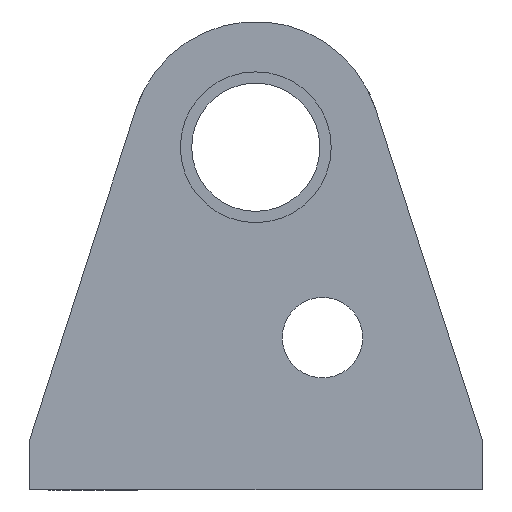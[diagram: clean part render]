
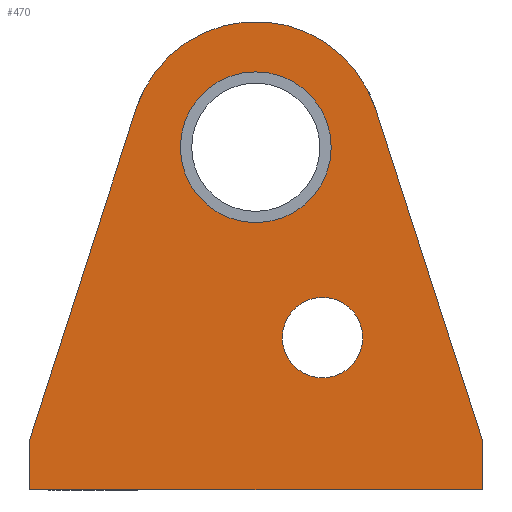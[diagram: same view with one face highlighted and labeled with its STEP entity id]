
A CAD part, left-side view. The second image highlights one B-rep face of the part: STEP entity #470.
In plain terms, the highlighted planar face has unit normal (-1, 0, 0).
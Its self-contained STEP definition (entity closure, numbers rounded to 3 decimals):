
#23=FACE_BOUND('',#104,.T.);
#24=FACE_BOUND('',#105,.T.);
#43=PLANE('',#528);
#69=FACE_OUTER_BOUND('',#103,.T.);
#103=EDGE_LOOP('',(#430,#431,#432,#433,#434,#435));
#104=EDGE_LOOP('',(#436));
#105=EDGE_LOOP('',(#437));
#121=LINE('',#709,#165);
#125=LINE('',#718,#169);
#137=LINE('',#757,#181);
#141=LINE('',#765,#185);
#144=LINE('',#770,#188);
#165=VECTOR('',#574,10.);
#169=VECTOR('',#580,10.);
#181=VECTOR('',#622,10.);
#185=VECTOR('',#628,10.);
#188=VECTOR('',#633,10.);
#202=CIRCLE('',#507,1.6);
#205=CIRCLE('',#511,3.);
#210=CIRCLE('',#524,5.);
#226=VERTEX_POINT('',#706);
#227=VERTEX_POINT('',#708);
#230=VERTEX_POINT('',#715);
#231=VERTEX_POINT('',#717);
#238=VERTEX_POINT('',#741);
#241=VERTEX_POINT('',#749);
#243=VERTEX_POINT('',#756);
#246=VERTEX_POINT('',#764);
#273=EDGE_CURVE('',#227,#226,#121,.T.);
#277=EDGE_CURVE('',#230,#231,#125,.T.);
#289=EDGE_CURVE('',#238,#238,#202,.T.);
#294=EDGE_CURVE('',#241,#241,#205,.T.);
#296=EDGE_CURVE('',#231,#243,#137,.T.);
#300=EDGE_CURVE('',#246,#226,#141,.T.);
#303=EDGE_CURVE('',#243,#246,#144,.T.);
#310=EDGE_CURVE('',#227,#230,#210,.T.);
#430=ORIENTED_EDGE('',*,*,#277,.F.);
#431=ORIENTED_EDGE('',*,*,#310,.F.);
#432=ORIENTED_EDGE('',*,*,#273,.T.);
#433=ORIENTED_EDGE('',*,*,#300,.F.);
#434=ORIENTED_EDGE('',*,*,#303,.F.);
#435=ORIENTED_EDGE('',*,*,#296,.F.);
#436=ORIENTED_EDGE('',*,*,#289,.T.);
#437=ORIENTED_EDGE('',*,*,#294,.T.);
#470=ADVANCED_FACE('',(#69,#23,#24),#43,.F.);
#507=AXIS2_PLACEMENT_3D('',#742,#604,#605);
#511=AXIS2_PLACEMENT_3D('',#751,#614,#615);
#524=AXIS2_PLACEMENT_3D('',#784,#651,#652);
#528=AXIS2_PLACEMENT_3D('',#791,#661,#662);
#574=DIRECTION('',(0.,0.306,-0.952));
#580=DIRECTION('',(0.,-0.307,-0.952));
#604=DIRECTION('center_axis',(1.,0.,0.));
#605=DIRECTION('ref_axis',(0.,-1.,0.));
#614=DIRECTION('center_axis',(1.,0.,0.));
#615=DIRECTION('ref_axis',(0.,-1.,0.));
#622=DIRECTION('',(0.,0.,-1.));
#628=DIRECTION('',(0.,0.,1.));
#633=DIRECTION('',(0.,1.,0.));
#651=DIRECTION('center_axis',(1.,0.,0.));
#652=DIRECTION('ref_axis',(0.,0.952,0.306));
#661=DIRECTION('center_axis',(1.,0.,0.));
#662=DIRECTION('ref_axis',(0.,1.,0.));
#706=CARTESIAN_POINT('',(0.,9.,0.));
#708=CARTESIAN_POINT('',(0.,4.769,13.164));
#709=CARTESIAN_POINT('',(0.,8.154,2.632));
#715=CARTESIAN_POINT('',(0.,-4.749,13.17));
#717=CARTESIAN_POINT('',(0.,-9.,0.));
#718=CARTESIAN_POINT('',(0.,-8.163,2.595));
#741=CARTESIAN_POINT('',(0.,-1.046,4.059));
#742=CARTESIAN_POINT('Origin',(0.,-2.646,4.059));
#749=CARTESIAN_POINT('',(0.,3.009,11.634));
#751=CARTESIAN_POINT('Origin',(0.,0.009,11.634));
#756=CARTESIAN_POINT('',(0.,-9.,-2.));
#757=CARTESIAN_POINT('',(0.,-9.,0.));
#764=CARTESIAN_POINT('',(0.,9.,-2.));
#765=CARTESIAN_POINT('',(0.,9.,-2.));
#770=CARTESIAN_POINT('',(0.,-9.,-2.));
#784=CARTESIAN_POINT('Origin',(0.,0.009,11.634));
#791=CARTESIAN_POINT('Origin',(0.,0.,8.317));
